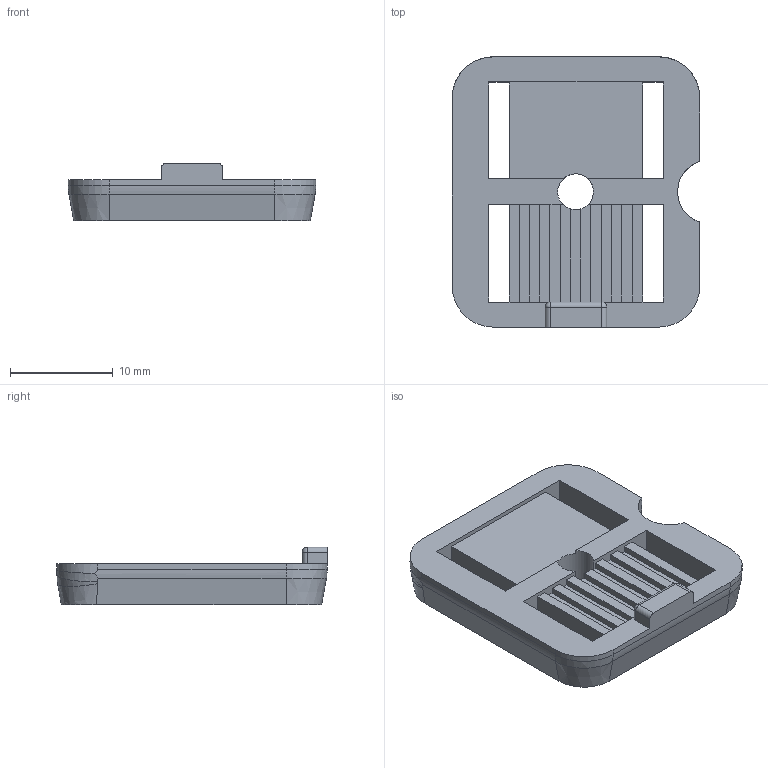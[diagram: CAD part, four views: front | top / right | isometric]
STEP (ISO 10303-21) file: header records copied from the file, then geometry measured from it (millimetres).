
FILE_DESCRIPTION(/* description */ (''),/* implementation_level */ '2;1');
FILE_NAME(/* name */ 'Belt Clip 10mm.stp',/* time_stamp */ '2018-02-13T22:01:01-08:00',/* author */ ('Andrew'),/* organization */ (''),/* preprocessor_version */ 'ST-DEVELOPER v15.6',/* originating_system */ 'Autodesk Inventor 2015',/* authorisation */ '');
FILE_SCHEMA (('AUTOMOTIVE_DESIGN { 1 0 10303 214 3 1 1 }'));
Length unit declared in the file: millimetre
Products named in the file (1): Belt Clip 10mm
Bounding box: 24.14 x 26.35 x 5.6 mm (x, y, z)
Volume: 1935.5 mm3; surface area: 1903.1 mm2
Topology: 1 solids, 1 shells, 83 faces, 240 edges, 154 vertices
Faces by surface type: plane 55, cylinder 16, bspline 8, cone 2, sphere 2
Full cylindrical faces by diameter (mm): 3.5 x1
Entity records: 3573 total; most frequent: CARTESIAN_POINT 1406, ORIENTED_EDGE 476, DIRECTION 399, EDGE_CURVE 238, LINE 177, VECTOR 177, VERTEX_POINT 153, AXIS2_PLACEMENT_3D 111
